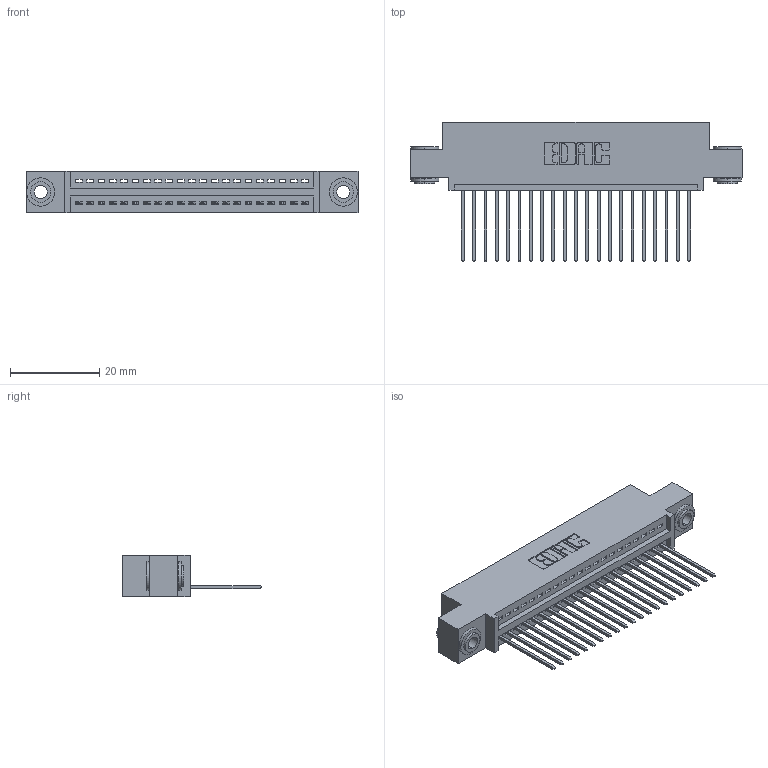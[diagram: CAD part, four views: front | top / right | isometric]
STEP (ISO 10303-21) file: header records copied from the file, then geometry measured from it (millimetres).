
FILE_DESCRIPTION (( 'STEP AP203' ), '1' );
FILE_NAME ('395-021-542-403.STEP', '2019-10-17T20:51:47', ( '' ), ( '' ), 'SwSTEP 2.0', 'SolidWorks 2016', '' );
FILE_SCHEMA (( 'CONFIG_CONTROL_DESIGN' ));
Length unit declared in the file: inch
Products named in the file (4): 345-250-002_345-250-002-102; 395-021-542-403; 345-292-001_345-293-142; 345 Part_0.110 Offset - 0.156 Dia-TH
Assembly tree (24 placements, depth 2):
  395-021-542-403
    345 Part_0.110 Offset - 0.156 Dia-TH
    345-292-001_345-293-142  x21
    345-250-002_345-250-002-102  x2
Bounding box: 74.55 x 31.29 x 9.4 mm (x, y, z)
Volume: 6901.5 mm3; surface area: 9477.9 mm2
Topology: 24 solids, 24 shells, 1386 faces, 4125 edges, 2718 vertices
Faces by surface type: plane 934, cylinder 444, cone 8
Entity records: 19432 total; most frequent: CARTESIAN_POINT 3346, ORIENTED_EDGE 3294, DIRECTION 2983, EDGE_CURVE 1647, VECTOR 1407, LINE 1407, VERTEX_POINT 1094, AXIS2_PLACEMENT_3D 788
